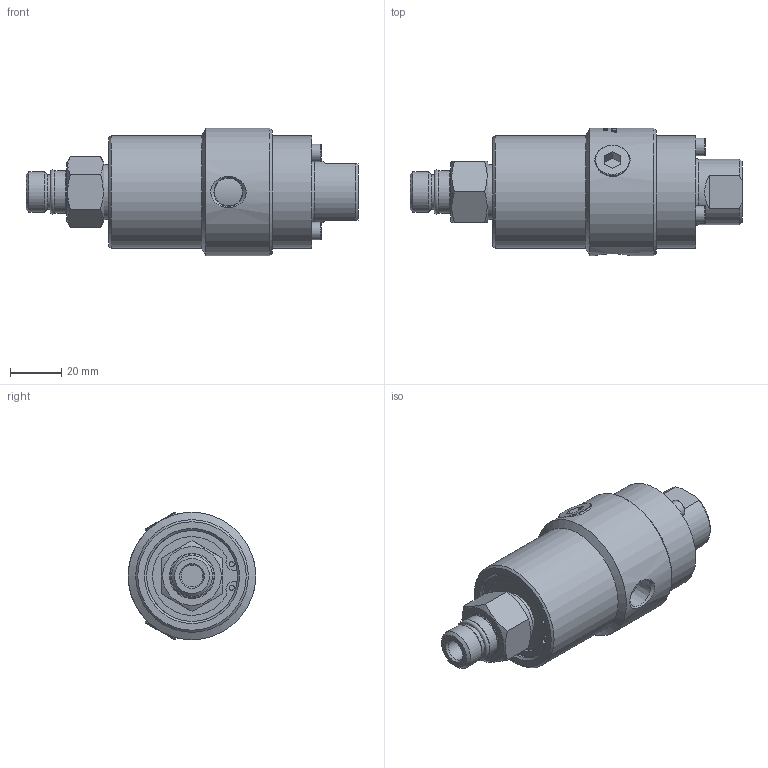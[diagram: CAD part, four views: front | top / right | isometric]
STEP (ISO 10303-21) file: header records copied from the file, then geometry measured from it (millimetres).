
FILE_DESCRIPTION(/* description */ (''),/* implementation_level */ '2;1');
FILE_NAME(/* name */ '902-111-165-IC.stp',/* time_stamp */ '2020-05-20T10:07:53-05:00',/* author */ ('dyurkovich'),/* organization */ (''),/* preprocessor_version */ 'ST-DEVELOPER v18',/* originating_system */ 'Autodesk Inventor 2020',/* authorisation */ '');
FILE_SCHEMA (('AUTOMOTIVE_DESIGN { 1 0 10303 214 3 1 1 }'));
Length unit declared in the file: millimetre
Products named in the file (1): 902-111-165-IC
Bounding box: 128.97 x 49.5 x 49.54 mm (x, y, z)
Volume: 144697.3 mm3; surface area: 21177.7 mm2
Topology: 2 solids, 2 shells, 410 faces, 1097 edges, 742 vertices
Faces by surface type: bspline 163, plane 151, cylinder 59, cone 30, torus 7
Full cylindrical faces by diameter (mm): 1.981 x2, 6.858 x3, 7.2 x3, 8.5 x1, 13.5 x1, 15.839 x1, 16.649 x1, 18.16 x1, 21.4 x1, 25.4 x1, 35.27 x1, 37.25 x1, 43.6 x1, 43.748 x1, 49.5 x1
Entity records: 48354 total; most frequent: CARTESIAN_POINT 38605, ORIENTED_EDGE 2188, DIRECTION 1629, EDGE_CURVE 1094, VERTEX_POINT 742, AXIS2_PLACEMENT_3D 598, EDGE_LOOP 468, LINE 433
